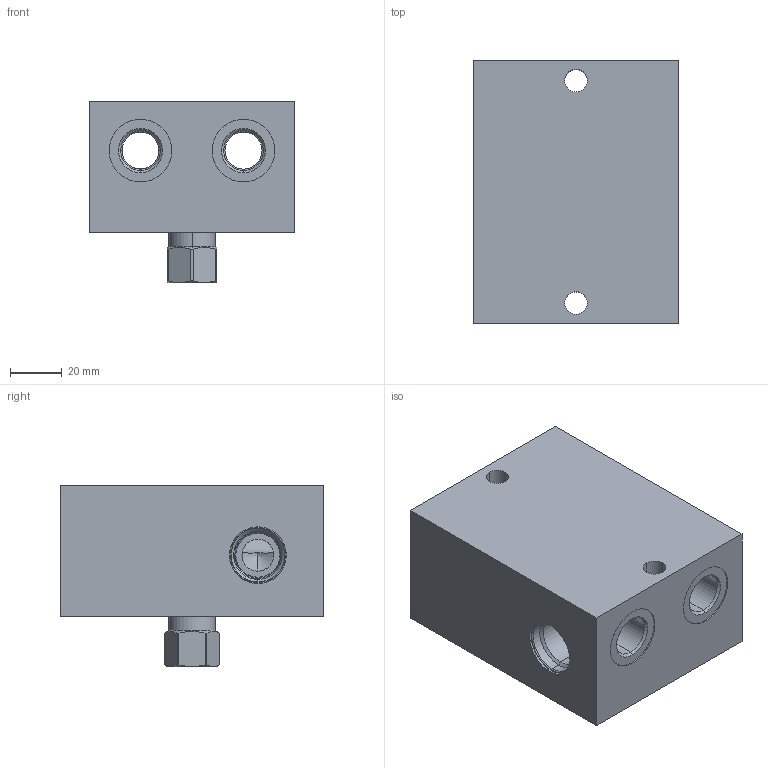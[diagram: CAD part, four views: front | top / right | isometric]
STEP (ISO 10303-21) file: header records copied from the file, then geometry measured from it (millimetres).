
FILE_DESCRIPTION((''),'2;1');
FILE_NAME('Z8C_ASM','2023-03-29T',('ProEService'),(''),'PRO/ENGINEER BY PARAMETRIC TECHNOLOGY CORPORATION, 2014200','PRO/ENGINEER BY PARAMETRIC TECHNOLOGY CORPORATION, 2014200','');
FILE_SCHEMA(('CONFIG_CONTROL_DESIGN'));
Length unit declared in the file: inch
Products named in the file (3): 154-079-008; CSAWBXN; Z8C_ASM
Assembly tree (2 placements, depth 2):
  Z8C_ASM
    154-079-008
    CSAWBXN
Bounding box: 79.38 x 101.6 x 70 mm (x, y, z)
Volume: 347395.1 mm3; surface area: 57374.7 mm2
Topology: 3 solids, 4 shells, 321 faces, 1001 edges, 801 vertices
Faces by surface type: cylinder 144, cone 80, plane 49, torus 42, revolution 6
Entity records: 12546 total; most frequent: CARTESIAN_POINT 3667, DIRECTION 1960, ORIENTED_EDGE 1492, EDGE_CURVE 746, AXIS2_PLACEMENT_3D 732, VECTOR 490, LINE 490, VERTEX_POINT 454
